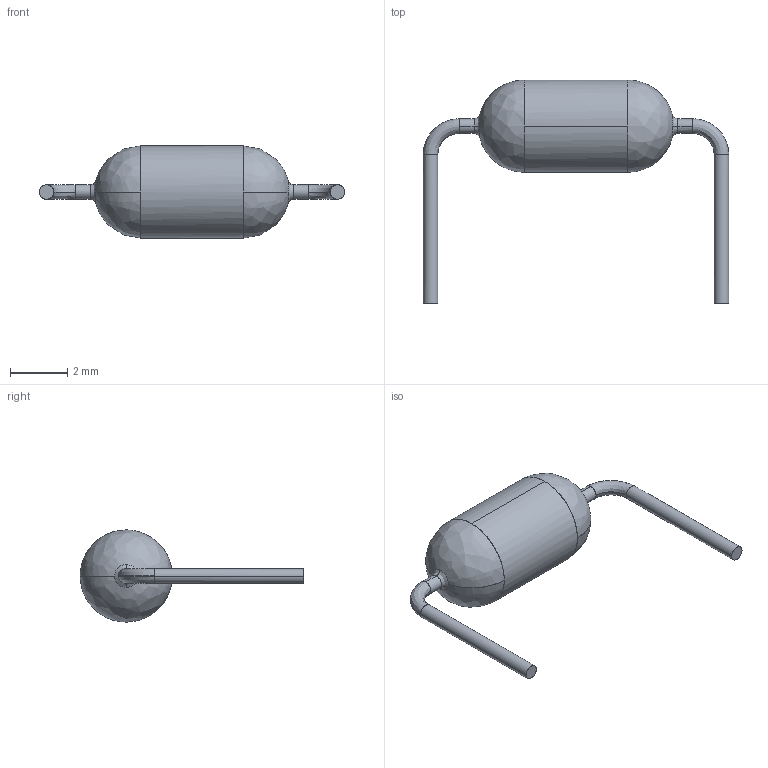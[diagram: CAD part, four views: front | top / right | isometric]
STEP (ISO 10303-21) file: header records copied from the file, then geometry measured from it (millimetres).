
FILE_DESCRIPTION(/* description */ (''),/* implementation_level */ '2;1');
FILE_NAME(/* name */ 'THE520~1',/* time_stamp */ '2017-04-05T21:09:21+03:00',/* author */ (''),/* organization */ (''),/* preprocessor_version */ 'ST-DEVELOPER v15',/* originating_system */ '',/* authorisation */ '');
FILE_SCHEMA (('AUTOMOTIVE_DESIGN'));
Length unit declared in the file: millimetre
Products named in the file (1): Document
Bounding box: 10.67 x 7.82 x 3.22 mm (x, y, z)
Surface area: 92.9 mm2 (no closed solid volume)
Topology: 0 solids, 24 shells, 28 faces, 128 edges, 124 vertices
Faces by surface type: bspline 26, plane 2
Entity records: 2653 total; most frequent: CARTESIAN_POINT 1872, ORIENTED_EDGE 132, EDGE_CURVE 128, VERTEX_POINT 124, ADVANCED_FACE 28, FACE_OUTER_BOUND 28, EDGE_LOOP 28, COLOUR_RGB 24
